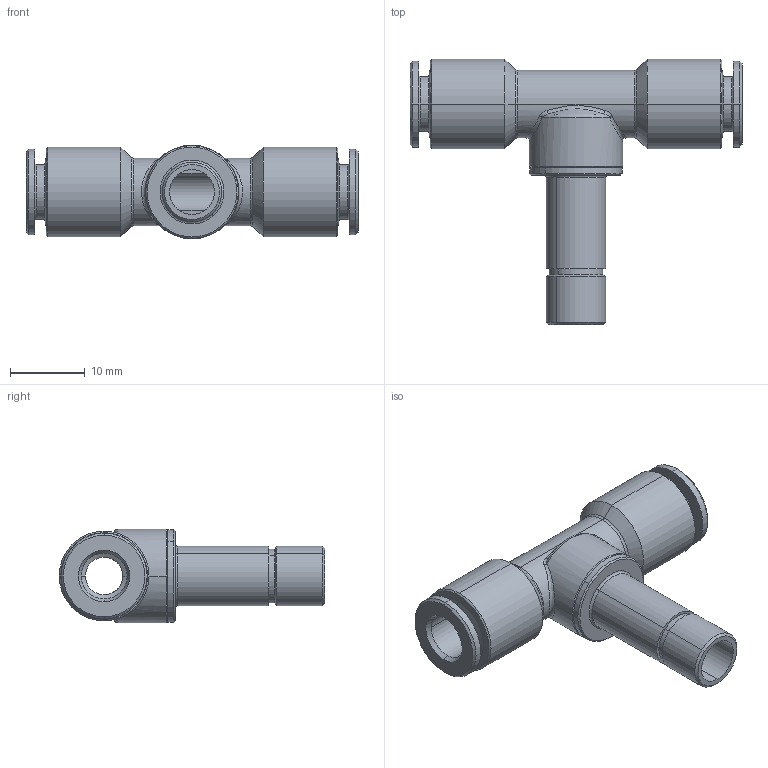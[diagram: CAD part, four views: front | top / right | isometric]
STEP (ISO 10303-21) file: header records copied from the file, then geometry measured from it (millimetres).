
FILE_DESCRIPTION (( 'STEP AP203' ), '1' );
FILE_NAME ('A0343040.STEP', '2009-04-09T09:57:11', ( '' ), ( 'sopra-pneumatic' ), 'SwSTEP 2.0', 'SolidWorks 2009', '' );
FILE_SCHEMA (( 'CONFIG_CONTROL_DESIGN' ));
Length unit declared in the file: millimetre
Products named in the file (1): A0343040
Bounding box: 44.4 x 35.5 x 12.5 mm (x, y, z)
Volume: 3689.2 mm3; surface area: 3954.9 mm2
Topology: 1 solids, 1 shells, 99 faces, 216 edges, 126 vertices
Faces by surface type: cone 38, cylinder 33, plane 12, torus 8, bspline 8
Entity records: 3287 total; most frequent: CARTESIAN_POINT 1014, DIRECTION 504, ORIENTED_EDGE 432, EDGE_CURVE 216, AXIS2_PLACEMENT_3D 216, VERTEX_POINT 126, CIRCLE 124, EDGE_LOOP 110
